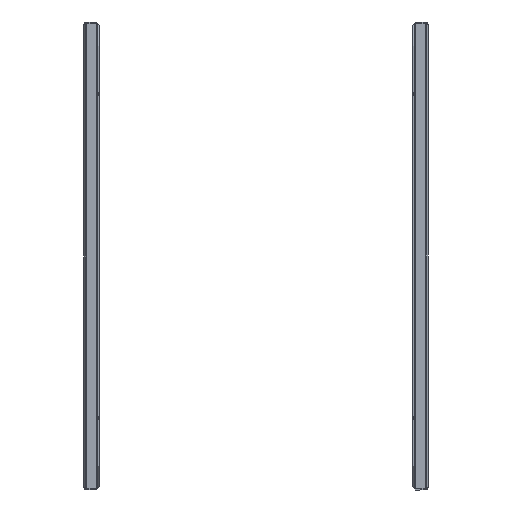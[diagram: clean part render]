
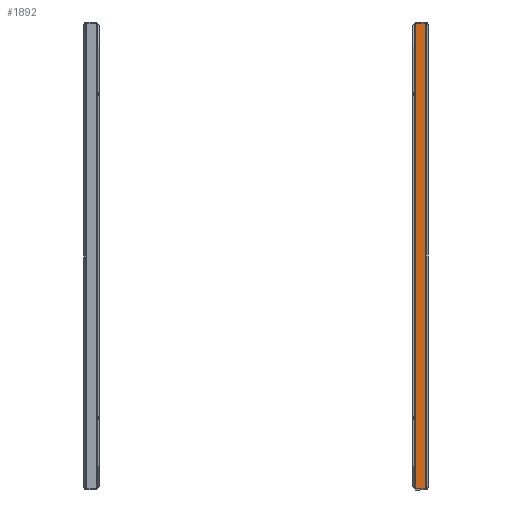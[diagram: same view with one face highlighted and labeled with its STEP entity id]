
A CAD part, front view. The second image highlights one B-rep face of the part: STEP entity #1892.
In plain terms, the highlighted planar face has unit normal (0, -1, 0).
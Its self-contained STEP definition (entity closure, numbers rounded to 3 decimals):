
#1083 = DIRECTION ( 'NONE',  ( 0., 0., -1. ) ) ;
#1315 = PLANE ( 'NONE',  #4181 ) ;
#1652 = CARTESIAN_POINT ( 'NONE',  ( 0., -1098.5, 278. ) ) ;
#1808 = VERTEX_POINT ( 'NONE', #6582 ) ;
#1892 = ADVANCED_FACE ( 'NONE', ( #8961 ), #1315, .F. ) ;
#2062 = DIRECTION ( 'NONE',  ( -1., 0., 0. ) ) ;
#2718 = EDGE_CURVE ( 'NONE', #8125, #6171, #7563, .T. ) ;
#3193 = DIRECTION ( 'NONE',  ( 0., 1., 0. ) ) ;
#3422 = DIRECTION ( 'NONE',  ( 0., 0., 1. ) ) ;
#3475 = EDGE_CURVE ( 'NONE', #10604, #6171, #6333, .T. ) ;
#3669 = CARTESIAN_POINT ( 'NONE',  ( -13.6, -1098.5, 278. ) ) ;
#3938 = ORIENTED_EDGE ( 'NONE', *, *, #6139, .F. ) ;
#4126 = LINE ( 'NONE', #9330, #4839 ) ;
#4181 = AXIS2_PLACEMENT_3D ( 'NONE', #1652, #3193, #3422 ) ;
#4438 = CARTESIAN_POINT ( 'NONE',  ( -13.6, -1098.5, 276.246 ) ) ;
#4556 = ORIENTED_EDGE ( 'NONE', *, *, #8580, .T. ) ;
#4839 = VECTOR ( 'NONE', #4969, 1000. ) ;
#4969 = DIRECTION ( 'NONE',  ( -1., 0., 0. ) ) ;
#6139 = EDGE_CURVE ( 'NONE', #1808, #8125, #6963, .T. ) ;
#6171 = VERTEX_POINT ( 'NONE', #7519 ) ;
#6333 = LINE ( 'NONE', #3669, #7867 ) ;
#6529 = VECTOR ( 'NONE', #1083, 1000. ) ;
#6582 = CARTESIAN_POINT ( 'NONE',  ( -2., -1098.5, 276.246 ) ) ;
#6963 = LINE ( 'NONE', #9005, #6529 ) ;
#7001 = CARTESIAN_POINT ( 'NONE',  ( -2., -1098.5, -276.246 ) ) ;
#7178 = DIRECTION ( 'NONE',  ( 0., 0., -1. ) ) ;
#7519 = CARTESIAN_POINT ( 'NONE',  ( -13.6, -1098.5, -276.246 ) ) ;
#7563 = LINE ( 'NONE', #9941, #9481 ) ;
#7867 = VECTOR ( 'NONE', #7178, 1000. ) ;
#8125 = VERTEX_POINT ( 'NONE', #7001 ) ;
#8580 = EDGE_CURVE ( 'NONE', #1808, #10604, #4126, .T. ) ;
#8961 = FACE_OUTER_BOUND ( 'NONE', #9056, .T. ) ;
#9005 = CARTESIAN_POINT ( 'NONE',  ( -2., -1098.5, -278. ) ) ;
#9056 = EDGE_LOOP ( 'NONE', ( #10612, #3938, #4556, #9238 ) ) ;
#9238 = ORIENTED_EDGE ( 'NONE', *, *, #3475, .T. ) ;
#9330 = CARTESIAN_POINT ( 'NONE',  ( 0., -1098.5, 276.246 ) ) ;
#9481 = VECTOR ( 'NONE', #2062, 1000. ) ;
#9941 = CARTESIAN_POINT ( 'NONE',  ( 0., -1098.5, -276.246 ) ) ;
#10604 = VERTEX_POINT ( 'NONE', #4438 ) ;
#10612 = ORIENTED_EDGE ( 'NONE', *, *, #2718, .F. ) ;
